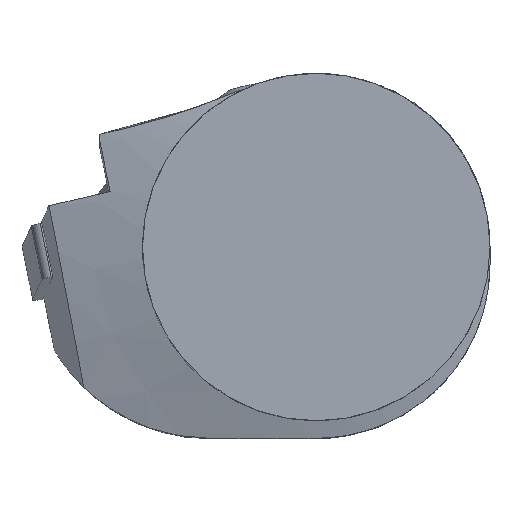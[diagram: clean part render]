
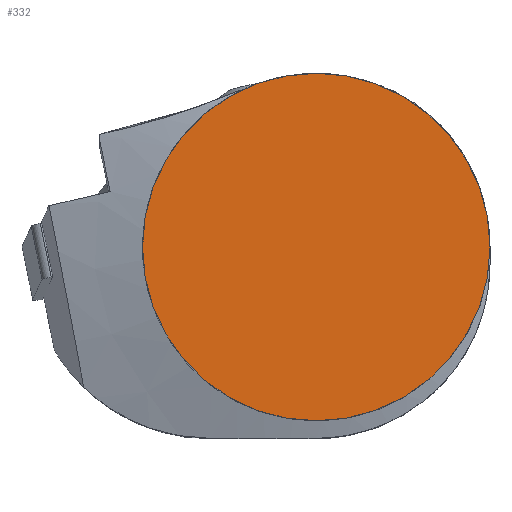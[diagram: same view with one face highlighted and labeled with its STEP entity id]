
A CAD part, top view. The second image highlights one B-rep face of the part: STEP entity #332.
In plain terms, the highlighted planar face has unit normal (0, 0, 1).
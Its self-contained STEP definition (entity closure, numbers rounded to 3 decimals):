
#182=FACE_OUTER_BOUND('',#472,.T.);
#226=PLANE('',#1803);
#332=ADVANCED_FACE('',(#182),#226,.T.);
#472=EDGE_LOOP('',(#1152));
#1152=ORIENTED_EDGE('',*,*,#1365,.F.);
#1212=VERTEX_POINT('',#2281);
#1365=EDGE_CURVE('',#1212,#1212,#1590,.T.);
#1590=CIRCLE('',#1691,20.);
#1691=AXIS2_PLACEMENT_3D('',#2280,#1847,#1848);
#1803=AXIS2_PLACEMENT_3D('',#3232,#2154,#2155);
#1847=DIRECTION('',(0.,0.,-1.));
#1848=DIRECTION('',(1.,0.,0.));
#2154=DIRECTION('',(0.,0.,1.));
#2155=DIRECTION('',(1.,0.,0.));
#2280=CARTESIAN_POINT('',(0.,0.,0.));
#2281=CARTESIAN_POINT('',(20.,0.,0.));
#3232=CARTESIAN_POINT('',(0.,0.,0.));
